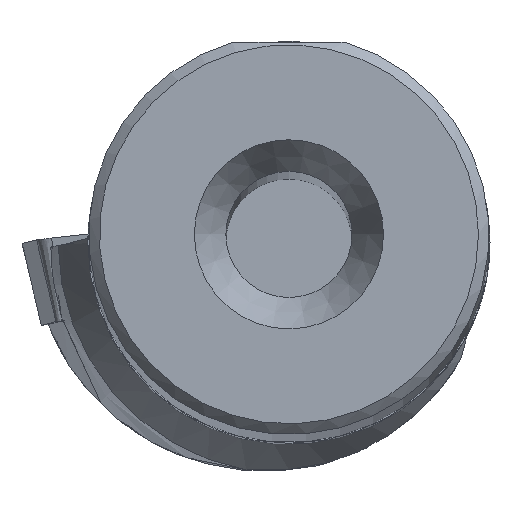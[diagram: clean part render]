
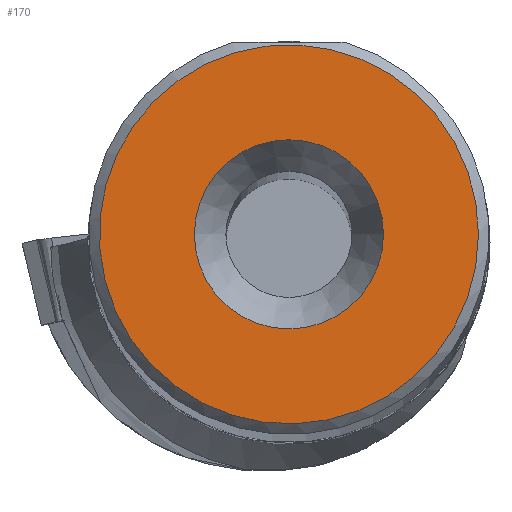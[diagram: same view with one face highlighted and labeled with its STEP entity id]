
A CAD part, top view. The second image highlights one B-rep face of the part: STEP entity #170.
In plain terms, the highlighted planar face has unit normal (0, 0, 1).
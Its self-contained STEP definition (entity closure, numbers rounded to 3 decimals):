
#170=ADVANCED_FACE('',(#296,#297),#198,.T.);
#198=PLANE('',#854);
#296=FACE_BOUND('',#346,.T.);
#297=FACE_BOUND('',#347,.T.);
#346=EDGE_LOOP('',(#478));
#347=EDGE_LOOP('',(#479));
#478=ORIENTED_EDGE('',*,*,#671,.F.);
#479=ORIENTED_EDGE('',*,*,#665,.T.);
#590=VERTEX_POINT('',#1386);
#595=VERTEX_POINT('',#1402);
#665=EDGE_CURVE('',#590,#590,#713,.T.);
#671=EDGE_CURVE('',#595,#595,#716,.T.);
#713=CIRCLE('',#848,9.016);
#716=CIRCLE('',#853,4.5);
#848=AXIS2_PLACEMENT_3D('',#1385,#1005,#1006);
#853=AXIS2_PLACEMENT_3D('',#1401,#1017,#1018);
#854=AXIS2_PLACEMENT_3D('',#1403,#1019,#1020);
#1005=DIRECTION('',(0.,0.,1.));
#1006=DIRECTION('',(1.,0.,0.));
#1017=DIRECTION('',(0.,0.,1.));
#1018=DIRECTION('',(1.,0.,0.));
#1019=DIRECTION('',(0.,0.,1.));
#1020=DIRECTION('',(1.,0.,0.));
#1385=CARTESIAN_POINT('',(0.,0.,0.));
#1386=CARTESIAN_POINT('',(9.016,0.,0.));
#1401=CARTESIAN_POINT('',(0.,0.,0.));
#1402=CARTESIAN_POINT('',(4.5,0.,0.));
#1403=CARTESIAN_POINT('',(0.,0.,0.));
